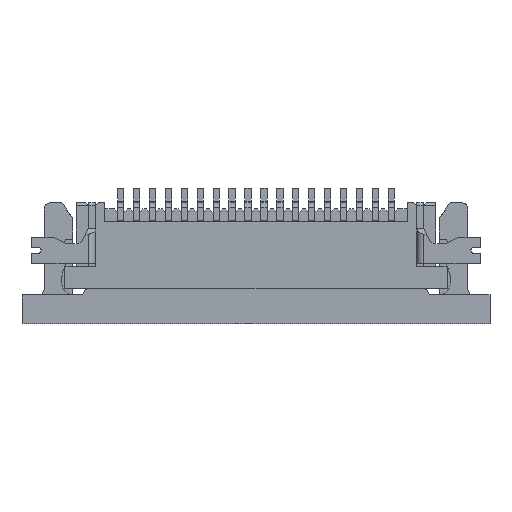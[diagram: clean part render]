
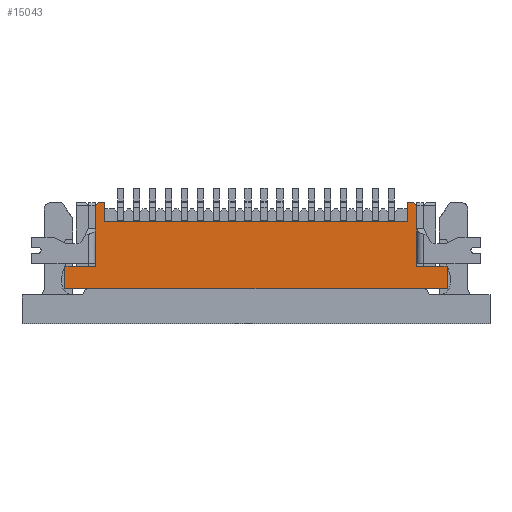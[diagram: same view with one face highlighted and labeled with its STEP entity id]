
A CAD part, top view. The second image highlights one B-rep face of the part: STEP entity #15043.
In plain terms, the highlighted planar face has unit normal (0, 0, 1).
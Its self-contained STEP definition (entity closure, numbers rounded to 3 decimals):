
#793=ORIENTED_EDGE('',*,*,#5357,.T.);
#794=ORIENTED_EDGE('',*,*,#5358,.T.);
#795=ORIENTED_EDGE('',*,*,#5359,.T.);
#796=ORIENTED_EDGE('',*,*,#5360,.T.);
#797=ORIENTED_EDGE('',*,*,#5361,.T.);
#798=ORIENTED_EDGE('',*,*,#5362,.F.);
#799=ORIENTED_EDGE('',*,*,#5363,.F.);
#800=ORIENTED_EDGE('',*,*,#5364,.T.);
#801=ORIENTED_EDGE('',*,*,#5365,.T.);
#802=ORIENTED_EDGE('',*,*,#5366,.T.);
#803=ORIENTED_EDGE('',*,*,#5367,.F.);
#804=ORIENTED_EDGE('',*,*,#5368,.F.);
#805=ORIENTED_EDGE('',*,*,#5369,.T.);
#806=ORIENTED_EDGE('',*,*,#5370,.T.);
#5357=EDGE_CURVE('',#7630,#7631,#9104,.T.);
#5358=EDGE_CURVE('',#7631,#7632,#9105,.T.);
#5359=EDGE_CURVE('',#7632,#7633,#9106,.T.);
#5360=EDGE_CURVE('',#7633,#7634,#9107,.T.);
#5361=EDGE_CURVE('',#7634,#7635,#9108,.T.);
#5362=EDGE_CURVE('',#7636,#7635,#9109,.T.);
#5363=EDGE_CURVE('',#7637,#7636,#9110,.T.);
#5364=EDGE_CURVE('',#7637,#7638,#9111,.T.);
#5365=EDGE_CURVE('',#7638,#7639,#9112,.T.);
#5366=EDGE_CURVE('',#7639,#7640,#9113,.T.);
#5367=EDGE_CURVE('',#7641,#7640,#9114,.T.);
#5368=EDGE_CURVE('',#7642,#7641,#9115,.T.);
#5369=EDGE_CURVE('',#7642,#7643,#9116,.T.);
#5370=EDGE_CURVE('',#7643,#7630,#9117,.T.);
#7630=VERTEX_POINT('',#21412);
#7631=VERTEX_POINT('',#21413);
#7632=VERTEX_POINT('',#21415);
#7633=VERTEX_POINT('',#21417);
#7634=VERTEX_POINT('',#21419);
#7635=VERTEX_POINT('',#21421);
#7636=VERTEX_POINT('',#21423);
#7637=VERTEX_POINT('',#21425);
#7638=VERTEX_POINT('',#21427);
#7639=VERTEX_POINT('',#21429);
#7640=VERTEX_POINT('',#21431);
#7641=VERTEX_POINT('',#21433);
#7642=VERTEX_POINT('',#21435);
#7643=VERTEX_POINT('',#21437);
#9104=LINE('',#21411,#11099);
#9105=LINE('',#21414,#11100);
#9106=LINE('',#21416,#11101);
#9107=LINE('',#21418,#11102);
#9108=LINE('',#21420,#11103);
#9109=LINE('',#21422,#11104);
#9110=LINE('',#21424,#11105);
#9111=LINE('',#21426,#11106);
#9112=LINE('',#21428,#11107);
#9113=LINE('',#21430,#11108);
#9114=LINE('',#21432,#11109);
#9115=LINE('',#21434,#11110);
#9116=LINE('',#21436,#11111);
#9117=LINE('',#21438,#11112);
#11099=VECTOR('',#17206,1000.);
#11100=VECTOR('',#17207,1000.);
#11101=VECTOR('',#17208,1000.);
#11102=VECTOR('',#17209,1000.);
#11103=VECTOR('',#17210,1000.);
#11104=VECTOR('',#17211,1000.);
#11105=VECTOR('',#17212,1000.);
#11106=VECTOR('',#17213,1000.);
#11107=VECTOR('',#17214,1000.);
#11108=VECTOR('',#17215,1000.);
#11109=VECTOR('',#17216,1000.);
#11110=VECTOR('',#17217,1000.);
#11111=VECTOR('',#17218,1000.);
#11112=VECTOR('',#17219,1000.);
#12968=EDGE_LOOP('',(#793,#794,#795,#796,#797,#798,#799,#800,#801,#802,
#803,#804,#805,#806));
#13709=FACE_BOUND('',#12968,.T.);
#14432=PLANE('',#15879);
#15043=ADVANCED_FACE('',(#13709),#14432,.T.);
#15879=AXIS2_PLACEMENT_3D('',#21410,#17204,#17205);
#17204=DIRECTION('',(0.,0.,1.));
#17205=DIRECTION('',(1.,0.,0.));
#17206=DIRECTION('',(0.,-1.,0.));
#17207=DIRECTION('',(-1.,0.,0.));
#17208=DIRECTION('',(0.,1.,0.));
#17209=DIRECTION('',(-1.,0.,0.));
#17210=DIRECTION('',(-0.707,-0.707,0.));
#17211=DIRECTION('',(0.,1.,0.));
#17212=DIRECTION('',(1.,0.,0.));
#17213=DIRECTION('',(0.,-1.,0.));
#17214=DIRECTION('',(1.,0.,0.));
#17215=DIRECTION('',(0.,1.,0.));
#17216=DIRECTION('',(1.,0.,0.));
#17217=DIRECTION('',(0.,-1.,0.));
#17218=DIRECTION('',(-0.707,0.707,0.));
#17219=DIRECTION('',(-1.,0.,0.));
#21410=CARTESIAN_POINT('',(0.,0.,0.6));
#21411=CARTESIAN_POINT('',(4.75,1.35,0.6));
#21412=CARTESIAN_POINT('',(4.75,1.35,0.6));
#21413=CARTESIAN_POINT('',(4.75,0.75,0.6));
#21414=CARTESIAN_POINT('',(-4.15,0.75,0.6));
#21415=CARTESIAN_POINT('',(-4.75,0.75,0.6));
#21416=CARTESIAN_POINT('',(-4.75,1.15,0.6));
#21417=CARTESIAN_POINT('',(-4.75,1.35,0.6));
#21418=CARTESIAN_POINT('',(6.,1.35,0.6));
#21419=CARTESIAN_POINT('',(-4.95,1.35,0.6));
#21420=CARTESIAN_POINT('',(-3.15,3.15,0.6));
#21421=CARTESIAN_POINT('',(-5.05,1.25,0.6));
#21422=CARTESIAN_POINT('',(-5.05,-0.65,0.6));
#21423=CARTESIAN_POINT('',(-5.05,-0.65,0.6));
#21424=CARTESIAN_POINT('',(-6.,-0.65,0.6));
#21425=CARTESIAN_POINT('',(-6.,-0.65,0.6));
#21426=CARTESIAN_POINT('',(-6.,1.35,0.6));
#21427=CARTESIAN_POINT('',(-6.,-1.35,0.6));
#21428=CARTESIAN_POINT('',(-6.,-1.35,0.6));
#21429=CARTESIAN_POINT('',(6.,-1.35,0.6));
#21430=CARTESIAN_POINT('',(6.,-1.35,0.6));
#21431=CARTESIAN_POINT('',(6.,-0.65,0.6));
#21432=CARTESIAN_POINT('',(5.65,-0.65,0.6));
#21433=CARTESIAN_POINT('',(5.05,-0.65,0.6));
#21434=CARTESIAN_POINT('',(5.05,1.35,0.6));
#21435=CARTESIAN_POINT('',(5.05,1.25,0.6));
#21436=CARTESIAN_POINT('',(3.15,3.15,0.6));
#21437=CARTESIAN_POINT('',(4.95,1.35,0.6));
#21438=CARTESIAN_POINT('',(6.,1.35,0.6));
